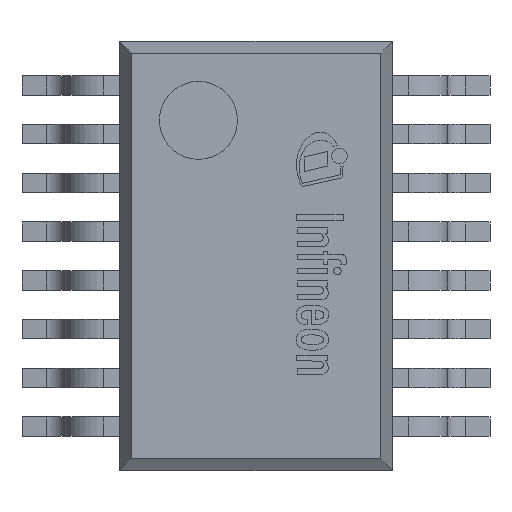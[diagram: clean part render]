
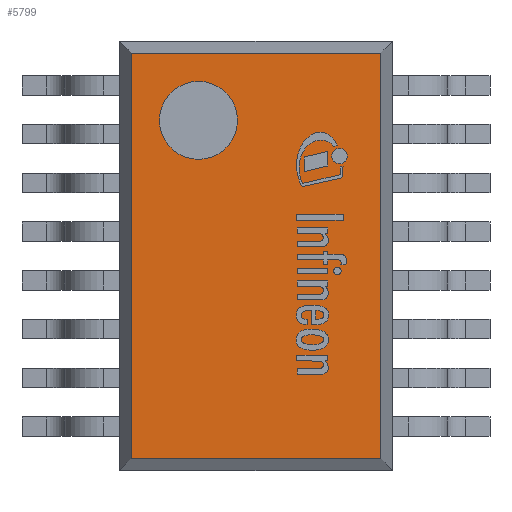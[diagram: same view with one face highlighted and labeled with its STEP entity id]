
A CAD part, top view. The second image highlights one B-rep face of the part: STEP entity #5799.
In plain terms, the highlighted planar face has unit normal (0, 0, 1).
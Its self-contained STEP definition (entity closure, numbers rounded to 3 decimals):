
#74=FACE_BOUND('',#737,.T.);
#83=CIRCLE('',#6181,0.4);
#384=FACE_OUTER_BOUND('',#736,.T.);
#736=EDGE_LOOP('',(#3892,#3893,#3894,#3895));
#737=EDGE_LOOP('',(#3896));
#1104=LINE('',#8337,#1770);
#1108=LINE('',#8344,#1774);
#1111=LINE('',#8350,#1777);
#1113=LINE('',#8353,#1779);
#1770=VECTOR('',#6706,1000.);
#1774=VECTOR('',#6712,1000.);
#1777=VECTOR('',#6717,1000.);
#1779=VECTOR('',#6721,1000.);
#2427=VERTEX_POINT('',#8328);
#2430=VERTEX_POINT('',#8334);
#2431=VERTEX_POINT('',#8336);
#2433=VERTEX_POINT('',#8342);
#2435=VERTEX_POINT('',#8348);
#3003=EDGE_CURVE('',#2427,#2427,#83,.T.);
#3006=EDGE_CURVE('',#2431,#2430,#1104,.T.);
#3010=EDGE_CURVE('',#2430,#2433,#1108,.T.);
#3013=EDGE_CURVE('',#2433,#2435,#1111,.T.);
#3015=EDGE_CURVE('',#2435,#2431,#1113,.T.);
#3892=ORIENTED_EDGE('',*,*,#3006,.T.);
#3893=ORIENTED_EDGE('',*,*,#3010,.T.);
#3894=ORIENTED_EDGE('',*,*,#3013,.T.);
#3895=ORIENTED_EDGE('',*,*,#3015,.T.);
#3896=ORIENTED_EDGE('',*,*,#3003,.F.);
#5538=PLANE('',#6186);
#5799=ADVANCED_FACE('',(#384,#74),#5538,.T.);
#6181=AXIS2_PLACEMENT_3D('',#8329,#6700,#6701);
#6186=AXIS2_PLACEMENT_3D('',#8354,#6722,#6723);
#6700=DIRECTION('center_axis',(0.,0.,1.));
#6701=DIRECTION('ref_axis',(0.,-1.,0.));
#6706=DIRECTION('',(1.,0.,0.));
#6712=DIRECTION('',(0.,1.,0.));
#6717=DIRECTION('',(-1.,0.,0.));
#6721=DIRECTION('',(0.,-1.,0.));
#6722=DIRECTION('center_axis',(0.,0.,1.));
#6723=DIRECTION('ref_axis',(0.,-1.,0.));
#8328=CARTESIAN_POINT('',(-0.59,0.99,1.2));
#8329=CARTESIAN_POINT('Origin',(-0.59,1.39,1.2));
#8334=CARTESIAN_POINT('',(1.279,-2.079,1.2));
#8336=CARTESIAN_POINT('',(-1.279,-2.079,1.2));
#8337=CARTESIAN_POINT('',(1.4,-2.079,1.2));
#8342=CARTESIAN_POINT('',(1.279,2.079,1.2));
#8344=CARTESIAN_POINT('',(1.279,2.2,1.2));
#8348=CARTESIAN_POINT('',(-1.279,2.079,1.2));
#8350=CARTESIAN_POINT('',(1.4,2.079,1.2));
#8353=CARTESIAN_POINT('',(-1.279,2.2,1.2));
#8354=CARTESIAN_POINT('Origin',(0.,0.,1.2));
